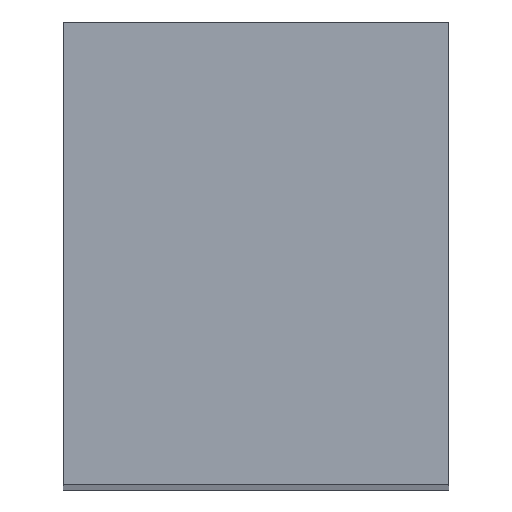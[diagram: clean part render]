
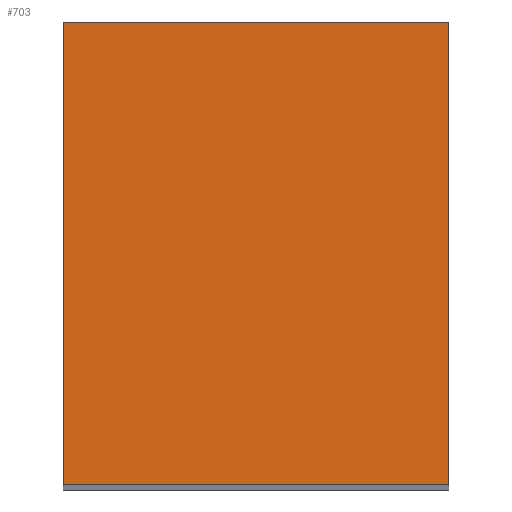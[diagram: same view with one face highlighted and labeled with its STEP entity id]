
A CAD part, top view. The second image highlights one B-rep face of the part: STEP entity #703.
In plain terms, the highlighted planar face has unit normal (0, 0, 1).
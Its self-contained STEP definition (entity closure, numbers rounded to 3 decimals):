
#35=PLANE('',#789);
#77=FACE_OUTER_BOUND('',#125,.T.);
#125=EDGE_LOOP('',(#625,#626,#627,#628));
#167=LINE('',#1039,#239);
#206=LINE('',#1140,#278);
#221=LINE('',#1187,#293);
#222=LINE('',#1188,#294);
#239=VECTOR('',#831,10.);
#278=VECTOR('',#930,10.);
#293=VECTOR('',#989,10.);
#294=VECTOR('',#990,10.);
#308=VERTEX_POINT('',#1035);
#310=VERTEX_POINT('',#1038);
#339=VERTEX_POINT('',#1133);
#342=VERTEX_POINT('',#1138);
#371=EDGE_CURVE('',#310,#308,#167,.T.);
#422=EDGE_CURVE('',#342,#339,#206,.T.);
#445=EDGE_CURVE('',#308,#339,#221,.T.);
#446=EDGE_CURVE('',#310,#342,#222,.T.);
#625=ORIENTED_EDGE('',*,*,#371,.T.);
#626=ORIENTED_EDGE('',*,*,#445,.T.);
#627=ORIENTED_EDGE('',*,*,#422,.F.);
#628=ORIENTED_EDGE('',*,*,#446,.F.);
#703=ADVANCED_FACE('',(#77),#35,.T.);
#789=AXIS2_PLACEMENT_3D('',#1186,#987,#988);
#831=DIRECTION('',(0.,-1.,0.));
#930=DIRECTION('',(0.,-1.,0.));
#987=DIRECTION('center_axis',(0.,0.,1.));
#988=DIRECTION('ref_axis',(0.,-1.,0.));
#989=DIRECTION('',(1.,0.,0.));
#990=DIRECTION('',(1.,0.,0.));
#1035=CARTESIAN_POINT('',(0.,-3.,21.));
#1038=CARTESIAN_POINT('',(0.,3.,21.));
#1039=CARTESIAN_POINT('',(0.,3.,21.));
#1133=CARTESIAN_POINT('',(5.,-3.,21.));
#1138=CARTESIAN_POINT('',(5.,3.,21.));
#1140=CARTESIAN_POINT('',(5.,3.,21.));
#1186=CARTESIAN_POINT('Origin',(0.,3.,21.));
#1187=CARTESIAN_POINT('',(0.,-3.,21.));
#1188=CARTESIAN_POINT('',(0.,3.,21.));
